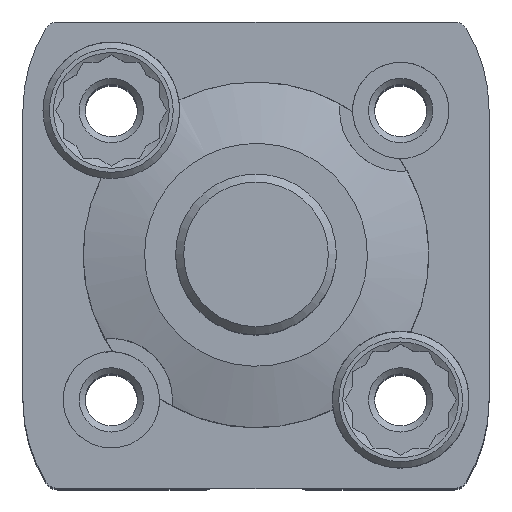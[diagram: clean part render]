
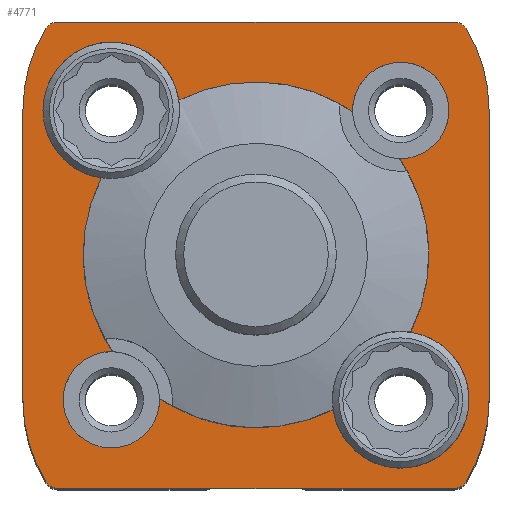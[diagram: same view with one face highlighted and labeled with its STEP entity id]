
A CAD part, top view. The second image highlights one B-rep face of the part: STEP entity #4771.
In plain terms, the highlighted planar face has unit normal (0, 0, 1).
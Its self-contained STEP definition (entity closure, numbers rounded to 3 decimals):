
#37=PLANE('',#5109);
#223=LINE('',#7266,#619);
#224=LINE('',#7272,#620);
#225=LINE('',#7278,#621);
#226=LINE('',#7284,#622);
#619=VECTOR('',#5631,1000.);
#620=VECTOR('',#5636,1000.);
#621=VECTOR('',#5641,1000.);
#622=VECTOR('',#5646,1000.);
#1261=ORIENTED_EDGE('',*,*,#2661,.T.);
#1262=ORIENTED_EDGE('',*,*,#2662,.T.);
#1263=ORIENTED_EDGE('',*,*,#2663,.T.);
#1264=ORIENTED_EDGE('',*,*,#2664,.T.);
#1265=ORIENTED_EDGE('',*,*,#2665,.T.);
#1266=ORIENTED_EDGE('',*,*,#2666,.T.);
#1267=ORIENTED_EDGE('',*,*,#2667,.T.);
#1268=ORIENTED_EDGE('',*,*,#2668,.T.);
#1269=ORIENTED_EDGE('',*,*,#2669,.T.);
#1270=ORIENTED_EDGE('',*,*,#2670,.T.);
#1271=ORIENTED_EDGE('',*,*,#2671,.T.);
#1272=ORIENTED_EDGE('',*,*,#2672,.T.);
#1273=ORIENTED_EDGE('',*,*,#2656,.T.);
#1274=ORIENTED_EDGE('',*,*,#2673,.T.);
#1275=ORIENTED_EDGE('',*,*,#2654,.T.);
#1276=ORIENTED_EDGE('',*,*,#2674,.T.);
#1277=ORIENTED_EDGE('',*,*,#2675,.T.);
#1278=ORIENTED_EDGE('',*,*,#2676,.T.);
#1279=ORIENTED_EDGE('',*,*,#2677,.T.);
#1280=ORIENTED_EDGE('',*,*,#2678,.T.);
#2654=EDGE_CURVE('',#3350,#3354,#3795,.T.);
#2656=EDGE_CURVE('',#3357,#3355,#3796,.T.);
#2661=EDGE_CURVE('',#3361,#3362,#3799,.T.);
#2662=EDGE_CURVE('',#3362,#3363,#223,.T.);
#2663=EDGE_CURVE('',#3363,#3364,#3800,.T.);
#2664=EDGE_CURVE('',#3364,#3365,#3801,.T.);
#2665=EDGE_CURVE('',#3365,#3366,#224,.T.);
#2666=EDGE_CURVE('',#3366,#3367,#3802,.T.);
#2667=EDGE_CURVE('',#3367,#3368,#3803,.T.);
#2668=EDGE_CURVE('',#3368,#3369,#225,.T.);
#2669=EDGE_CURVE('',#3369,#3370,#3804,.T.);
#2670=EDGE_CURVE('',#3370,#3371,#3805,.T.);
#2671=EDGE_CURVE('',#3371,#3372,#226,.T.);
#2672=EDGE_CURVE('',#3372,#3361,#3806,.T.);
#2673=EDGE_CURVE('',#3355,#3350,#3807,.F.);
#2674=EDGE_CURVE('',#3354,#3373,#3808,.F.);
#2675=EDGE_CURVE('',#3373,#3374,#3809,.T.);
#2676=EDGE_CURVE('',#3374,#3375,#3810,.F.);
#2677=EDGE_CURVE('',#3375,#3376,#3811,.T.);
#2678=EDGE_CURVE('',#3376,#3357,#3812,.F.);
#3350=VERTEX_POINT('',#7239);
#3354=VERTEX_POINT('',#7247);
#3355=VERTEX_POINT('',#7251);
#3357=VERTEX_POINT('',#7254);
#3361=VERTEX_POINT('',#7264);
#3362=VERTEX_POINT('',#7265);
#3363=VERTEX_POINT('',#7267);
#3364=VERTEX_POINT('',#7269);
#3365=VERTEX_POINT('',#7271);
#3366=VERTEX_POINT('',#7273);
#3367=VERTEX_POINT('',#7275);
#3368=VERTEX_POINT('',#7277);
#3369=VERTEX_POINT('',#7279);
#3370=VERTEX_POINT('',#7281);
#3371=VERTEX_POINT('',#7283);
#3372=VERTEX_POINT('',#7285);
#3373=VERTEX_POINT('',#7289);
#3374=VERTEX_POINT('',#7291);
#3375=VERTEX_POINT('',#7293);
#3376=VERTEX_POINT('',#7295);
#3795=CIRCLE('',#5104,10.75);
#3796=CIRCLE('',#5106,10.75);
#3799=CIRCLE('',#5110,9.8);
#3800=CIRCLE('',#5111,9.8);
#3801=CIRCLE('',#5112,0.85);
#3802=CIRCLE('',#5113,0.85);
#3803=CIRCLE('',#5114,9.8);
#3804=CIRCLE('',#5115,9.8);
#3805=CIRCLE('',#5116,0.85);
#3806=CIRCLE('',#5117,0.85);
#3807=CIRCLE('',#5118,4.25);
#3808=CIRCLE('',#5119,3.);
#3809=CIRCLE('',#5120,10.75);
#3810=CIRCLE('',#5121,4.25);
#3811=CIRCLE('',#5122,10.75);
#3812=CIRCLE('',#5123,3.);
#4001=EDGE_LOOP('',(#1261,#1262,#1263,#1264,#1265,#1266,#1267,#1268,#1269,
#1270,#1271,#1272));
#4002=EDGE_LOOP('',(#1273,#1274,#1275,#1276,#1277,#1278,#1279,#1280));
#4377=FACE_BOUND('',#4001,.T.);
#4378=FACE_BOUND('',#4002,.T.);
#4771=ADVANCED_FACE('',(#4377,#4378),#37,.T.);
#5104=AXIS2_PLACEMENT_3D('',#7248,#5614,#5615);
#5106=AXIS2_PLACEMENT_3D('',#7253,#5619,#5620);
#5109=AXIS2_PLACEMENT_3D('',#7262,#5627,#5628);
#5110=AXIS2_PLACEMENT_3D('',#7263,#5629,#5630);
#5111=AXIS2_PLACEMENT_3D('',#7268,#5632,#5633);
#5112=AXIS2_PLACEMENT_3D('',#7270,#5634,#5635);
#5113=AXIS2_PLACEMENT_3D('',#7274,#5637,#5638);
#5114=AXIS2_PLACEMENT_3D('',#7276,#5639,#5640);
#5115=AXIS2_PLACEMENT_3D('',#7280,#5642,#5643);
#5116=AXIS2_PLACEMENT_3D('',#7282,#5644,#5645);
#5117=AXIS2_PLACEMENT_3D('',#7286,#5647,#5648);
#5118=AXIS2_PLACEMENT_3D('',#7287,#5649,#5650);
#5119=AXIS2_PLACEMENT_3D('',#7288,#5651,#5652);
#5120=AXIS2_PLACEMENT_3D('',#7290,#5653,#5654);
#5121=AXIS2_PLACEMENT_3D('',#7292,#5655,#5656);
#5122=AXIS2_PLACEMENT_3D('',#7294,#5657,#5658);
#5123=AXIS2_PLACEMENT_3D('',#7296,#5659,#5660);
#5614=DIRECTION('',(0.,0.,-1.));
#5615=DIRECTION('',(-1.,0.,0.));
#5619=DIRECTION('',(0.,0.,-1.));
#5620=DIRECTION('',(-1.,0.,0.));
#5627=DIRECTION('',(0.,0.,1.));
#5628=DIRECTION('',(1.,0.,0.));
#5629=DIRECTION('',(0.,0.,1.));
#5630=DIRECTION('',(1.,0.,0.));
#5631=DIRECTION('',(0.,-1.,0.));
#5632=DIRECTION('',(0.,0.,1.));
#5633=DIRECTION('',(1.,0.,0.));
#5634=DIRECTION('',(0.,0.,1.));
#5635=DIRECTION('',(1.,0.,0.));
#5636=DIRECTION('',(1.,0.,0.));
#5637=DIRECTION('',(0.,0.,1.));
#5638=DIRECTION('',(1.,0.,0.));
#5639=DIRECTION('',(0.,0.,1.));
#5640=DIRECTION('',(1.,0.,0.));
#5641=DIRECTION('',(0.,1.,0.));
#5642=DIRECTION('',(0.,0.,1.));
#5643=DIRECTION('',(1.,0.,0.));
#5644=DIRECTION('',(0.,0.,1.));
#5645=DIRECTION('',(1.,0.,0.));
#5646=DIRECTION('',(-1.,0.,0.));
#5647=DIRECTION('',(0.,0.,1.));
#5648=DIRECTION('',(1.,0.,0.));
#5649=DIRECTION('',(0.,0.,1.));
#5650=DIRECTION('',(1.,0.,0.));
#5651=DIRECTION('',(0.,0.,1.));
#5652=DIRECTION('',(1.,0.,0.));
#5653=DIRECTION('',(0.,0.,-1.));
#5654=DIRECTION('',(-1.,0.,0.));
#5655=DIRECTION('',(0.,0.,1.));
#5656=DIRECTION('',(1.,0.,0.));
#5657=DIRECTION('',(0.,0.,-1.));
#5658=DIRECTION('',(-1.,0.,0.));
#5659=DIRECTION('',(0.,0.,1.));
#5660=DIRECTION('',(1.,0.,0.));
#7239=CARTESIAN_POINT('',(4.796,-9.621,0.));
#7247=CARTESIAN_POINT('',(-6.001,-8.919,0.));
#7248=CARTESIAN_POINT('',(0.,0.,0.));
#7251=CARTESIAN_POINT('',(9.621,-4.796,0.));
#7253=CARTESIAN_POINT('',(0.,0.,0.));
#7254=CARTESIAN_POINT('',(8.919,6.001,0.));
#7262=CARTESIAN_POINT('',(-4.7,9.,0.));
#7263=CARTESIAN_POINT('',(-4.7,9.,0.));
#7264=CARTESIAN_POINT('',(-13.073,14.092,0.));
#7265=CARTESIAN_POINT('',(-14.5,9.,0.));
#7266=CARTESIAN_POINT('',(-14.5,9.,0.));
#7267=CARTESIAN_POINT('',(-14.5,-9.,0.));
#7268=CARTESIAN_POINT('',(-4.7,-9.,0.));
#7269=CARTESIAN_POINT('',(-13.073,-14.092,0.));
#7270=CARTESIAN_POINT('',(-12.347,-13.65,0.));
#7271=CARTESIAN_POINT('',(-12.347,-14.5,0.));
#7272=CARTESIAN_POINT('',(-12.347,-14.5,0.));
#7273=CARTESIAN_POINT('',(12.347,-14.5,0.));
#7274=CARTESIAN_POINT('',(12.347,-13.65,0.));
#7275=CARTESIAN_POINT('',(13.073,-14.092,0.));
#7276=CARTESIAN_POINT('',(4.7,-9.,0.));
#7277=CARTESIAN_POINT('',(14.5,-9.,0.));
#7278=CARTESIAN_POINT('',(14.5,-9.,0.));
#7279=CARTESIAN_POINT('',(14.5,9.,0.));
#7280=CARTESIAN_POINT('',(4.7,9.,0.));
#7281=CARTESIAN_POINT('',(13.073,14.092,0.));
#7282=CARTESIAN_POINT('',(12.347,13.65,0.));
#7283=CARTESIAN_POINT('',(12.347,14.5,0.));
#7284=CARTESIAN_POINT('',(12.347,14.5,0.));
#7285=CARTESIAN_POINT('',(-12.347,14.5,0.));
#7286=CARTESIAN_POINT('',(-12.347,13.65,0.));
#7287=CARTESIAN_POINT('',(9.,-9.,0.));
#7288=CARTESIAN_POINT('',(-9.,-9.,0.));
#7289=CARTESIAN_POINT('',(-8.919,-6.001,0.));
#7290=CARTESIAN_POINT('',(0.,0.,0.));
#7291=CARTESIAN_POINT('',(-9.621,4.796,0.));
#7292=CARTESIAN_POINT('',(-9.,9.,0.));
#7293=CARTESIAN_POINT('',(-4.796,9.621,0.));
#7294=CARTESIAN_POINT('',(0.,0.,0.));
#7295=CARTESIAN_POINT('',(6.001,8.919,0.));
#7296=CARTESIAN_POINT('',(9.,9.,0.));
